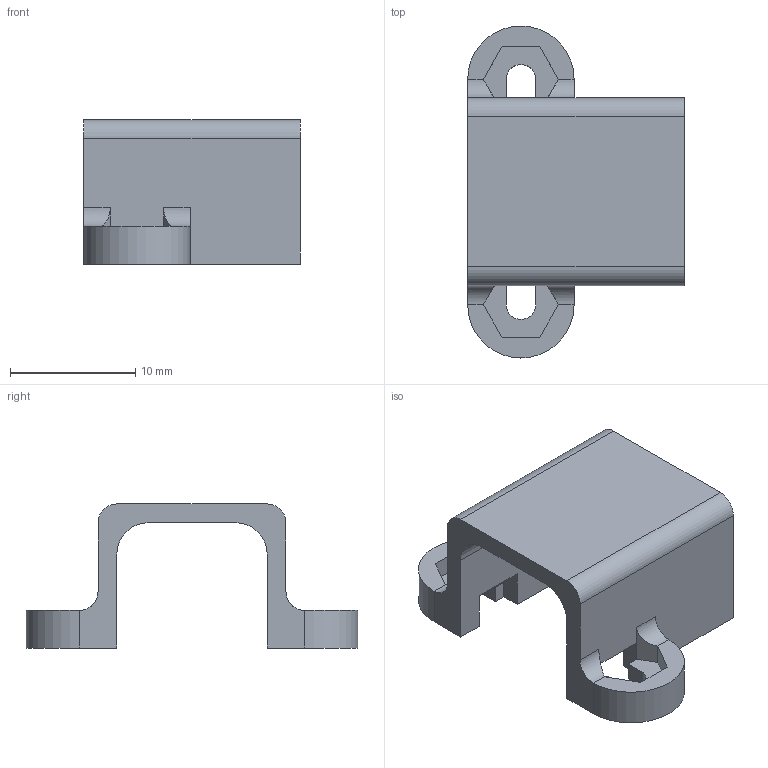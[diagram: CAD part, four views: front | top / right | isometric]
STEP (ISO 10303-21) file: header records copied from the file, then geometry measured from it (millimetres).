
FILE_DESCRIPTION(/* description */ (''),/* implementation_level */ '2;1');
FILE_NAME(/* name */ 'N20_Bracket_Extended_Pololu.stp',/* time_stamp */ '2024-04-17T21:19:09+02:00',/* author */ (''),/* organization */ (''),/* preprocessor_version */ 'ST-DEVELOPER v11',/* originating_system */ 'SIEMENS PLM Software NX 7.5',/* authorisation */ '');
FILE_SCHEMA (('AUTOMOTIVE_DESIGN { 1 0 10303 214 1 1 1 1 }'));
Length unit declared in the file: millimetre
Products named in the file (1): Edge78EA3nxl
Bounding box: 17.3 x 26.5 x 11.5 mm (x, y, z)
Volume: 1054.2 mm3; surface area: 1575 mm2
Topology: 1 solids, 1 shells, 60 faces, 170 edges, 108 vertices
Faces by surface type: plane 46, cylinder 14
Entity records: 1946 total; most frequent: ORIENTED_EDGE 340, CARTESIAN_POINT 339, DIRECTION 320, EDGE_CURVE 170, LINE 142, VECTOR 142, VERTEX_POINT 108, AXIS2_PLACEMENT_3D 89
